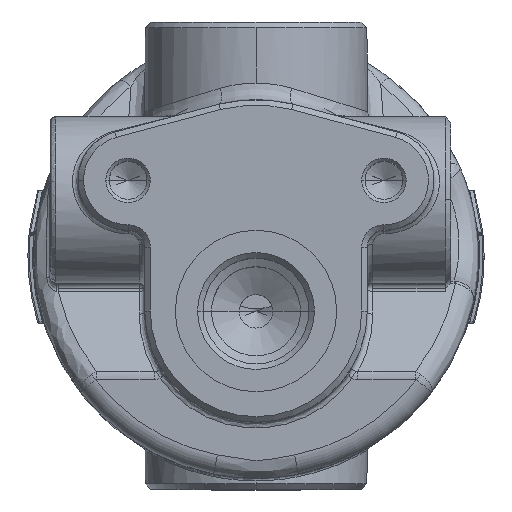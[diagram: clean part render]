
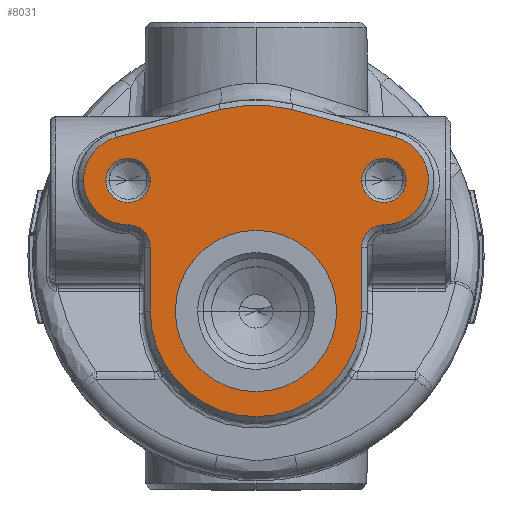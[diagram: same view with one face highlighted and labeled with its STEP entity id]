
A CAD part, top view. The second image highlights one B-rep face of the part: STEP entity #8031.
In plain terms, the highlighted planar face has unit normal (0, 0, 1).
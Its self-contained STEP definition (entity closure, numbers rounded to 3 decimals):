
#756=LINE('',#19272,#1121);
#762=LINE('',#19314,#1127);
#764=LINE('',#19319,#1129);
#770=LINE('',#19343,#1135);
#1121=VECTOR('',#10499,1000.);
#1127=VECTOR('',#10521,1000.);
#1129=VECTOR('',#10525,1000.);
#1135=VECTOR('',#10553,1000.);
#1568=B_SPLINE_CURVE_WITH_KNOTS('',3,(#19290,#19291,#19292,#19293,#19294,
#19295,#19296,#19297,#19298,#19299),.UNSPECIFIED.,.F.,.F.,(4,1,1,1,1,1,
1,4),(0.,0.25,0.375,0.5,0.625,0.75,0.875,1.),.UNSPECIFIED.);
#3121=ORIENTED_EDGE('',*,*,#5029,.T.);
#3122=ORIENTED_EDGE('',*,*,#5022,.T.);
#3123=ORIENTED_EDGE('',*,*,#5016,.T.);
#3124=ORIENTED_EDGE('',*,*,#5018,.T.);
#3125=ORIENTED_EDGE('',*,*,#5067,.T.);
#3126=ORIENTED_EDGE('',*,*,#5024,.T.);
#3127=ORIENTED_EDGE('',*,*,#5031,.T.);
#3128=ORIENTED_EDGE('',*,*,#5038,.T.);
#3129=ORIENTED_EDGE('',*,*,#5044,.T.);
#3130=ORIENTED_EDGE('',*,*,#5042,.T.);
#3131=ORIENTED_EDGE('',*,*,#5036,.T.);
#3132=ORIENTED_EDGE('',*,*,#4364,.F.);
#3133=ORIENTED_EDGE('',*,*,#5068,.F.);
#3134=ORIENTED_EDGE('',*,*,#5069,.T.);
#3135=ORIENTED_EDGE('',*,*,#4342,.T.);
#3136=ORIENTED_EDGE('',*,*,#5070,.T.);
#3137=ORIENTED_EDGE('',*,*,#4346,.T.);
#4342=EDGE_CURVE('',#5515,#5517,#6128,.T.);
#4346=EDGE_CURVE('',#5519,#5521,#6130,.T.);
#4364=EDGE_CURVE('',#5535,#5533,#6136,.T.);
#5016=EDGE_CURVE('',#5905,#5908,#756,.T.);
#5018=EDGE_CURVE('',#5908,#5909,#6348,.T.);
#5022=EDGE_CURVE('',#5911,#5905,#1568,.T.);
#5024=EDGE_CURVE('',#5915,#5914,#6350,.T.);
#5029=EDGE_CURVE('',#5917,#5911,#762,.T.);
#5031=EDGE_CURVE('',#5914,#5920,#764,.T.);
#5036=EDGE_CURVE('',#5921,#5917,#6354,.T.);
#5038=EDGE_CURVE('',#5920,#5925,#6355,.T.);
#5042=EDGE_CURVE('',#5926,#5921,#6358,.T.);
#5044=EDGE_CURVE('',#5925,#5926,#770,.T.);
#5067=EDGE_CURVE('',#5909,#5915,#6369,.T.);
#5068=EDGE_CURVE('',#5533,#5535,#6370,.T.);
#5069=EDGE_CURVE('',#5517,#5515,#6371,.T.);
#5070=EDGE_CURVE('',#5521,#5519,#6372,.T.);
#5515=VERTEX_POINT('',#13886);
#5517=VERTEX_POINT('',#13890);
#5519=VERTEX_POINT('',#13895);
#5521=VERTEX_POINT('',#13899);
#5533=VERTEX_POINT('',#13933);
#5535=VERTEX_POINT('',#13937);
#5905=VERTEX_POINT('',#19266);
#5908=VERTEX_POINT('',#19271);
#5909=VERTEX_POINT('',#19275);
#5911=VERTEX_POINT('',#19284);
#5914=VERTEX_POINT('',#19303);
#5915=VERTEX_POINT('',#19305);
#5917=VERTEX_POINT('',#19311);
#5920=VERTEX_POINT('',#19318);
#5921=VERTEX_POINT('',#19323);
#5925=VERTEX_POINT('',#19332);
#5926=VERTEX_POINT('',#19337);
#6128=CIRCLE('',#8394,4.);
#6130=CIRCLE('',#8397,4.);
#6136=CIRCLE('',#8409,14.5);
#6348=CIRCLE('',#8809,8.);
#6350=CIRCLE('',#8813,4.);
#6354=CIRCLE('',#8820,8.);
#6355=CIRCLE('',#8822,19.);
#6358=CIRCLE('',#8826,4.);
#6369=CIRCLE('',#8857,8.);
#6370=CIRCLE('',#8858,14.5);
#6371=CIRCLE('',#8859,4.);
#6372=CIRCLE('',#8860,4.);
#6819=EDGE_LOOP('',(#3121,#3122,#3123,#3124,#3125,#3126,#3127,#3128,#3129,
#3130,#3131));
#6820=EDGE_LOOP('',(#3132,#3133));
#6821=EDGE_LOOP('',(#3134,#3135));
#6822=EDGE_LOOP('',(#3136,#3137));
#7374=FACE_BOUND('',#6819,.T.);
#7375=FACE_BOUND('',#6820,.T.);
#7376=FACE_BOUND('',#6821,.T.);
#7377=FACE_BOUND('',#6822,.T.);
#7631=PLANE('',#8856);
#8031=ADVANCED_FACE('',(#7374,#7375,#7376,#7377),#7631,.T.);
#8394=AXIS2_PLACEMENT_3D('',#13891,#9478,#9479);
#8397=AXIS2_PLACEMENT_3D('',#13900,#9486,#9487);
#8409=AXIS2_PLACEMENT_3D('',#13938,#9522,#9523);
#8809=AXIS2_PLACEMENT_3D('',#19277,#10503,#10504);
#8813=AXIS2_PLACEMENT_3D('',#19304,#10512,#10513);
#8820=AXIS2_PLACEMENT_3D('',#19328,#10534,#10535);
#8822=AXIS2_PLACEMENT_3D('',#19333,#10539,#10540);
#8826=AXIS2_PLACEMENT_3D('',#19340,#10548,#10549);
#8856=AXIS2_PLACEMENT_3D('',#19390,#10622,#10623);
#8857=AXIS2_PLACEMENT_3D('',#19391,#10624,#10625);
#8858=AXIS2_PLACEMENT_3D('',#19392,#10626,#10627);
#8859=AXIS2_PLACEMENT_3D('',#19393,#10628,#10629);
#8860=AXIS2_PLACEMENT_3D('',#19394,#10630,#10631);
#9478=DIRECTION('',(0.,0.,-1.));
#9479=DIRECTION('',(1.,0.,0.));
#9486=DIRECTION('',(0.,0.,-1.));
#9487=DIRECTION('',(1.,0.,0.));
#9522=DIRECTION('',(0.,0.,1.));
#9523=DIRECTION('',(1.,0.,0.));
#10499=DIRECTION('',(-0.966,-0.259,0.));
#10503=DIRECTION('',(0.,0.,1.));
#10504=DIRECTION('',(1.,0.,0.));
#10512=DIRECTION('',(0.,0.,-1.));
#10513=DIRECTION('',(1.,0.,0.));
#10521=DIRECTION('',(-0.966,0.259,0.));
#10525=DIRECTION('',(0.,-1.,0.));
#10534=DIRECTION('',(0.,0.,1.));
#10535=DIRECTION('',(1.,0.,0.));
#10539=DIRECTION('',(0.,0.,1.));
#10540=DIRECTION('',(1.,0.,0.));
#10548=DIRECTION('',(0.,0.,-1.));
#10549=DIRECTION('',(1.,0.,0.));
#10553=DIRECTION('',(0.,1.,0.));
#10622=DIRECTION('',(0.,0.,1.));
#10623=DIRECTION('',(1.,0.,0.));
#10624=DIRECTION('',(0.,0.,1.));
#10625=DIRECTION('',(1.,0.,0.));
#10626=DIRECTION('',(0.,0.,1.));
#10627=DIRECTION('',(1.,0.,0.));
#10628=DIRECTION('',(0.,0.,-1.));
#10629=DIRECTION('',(1.,0.,0.));
#10630=DIRECTION('',(0.,0.,-1.));
#10631=DIRECTION('',(1.,0.,0.));
#13886=CARTESIAN_POINT('',(-27.,13.5,109.));
#13890=CARTESIAN_POINT('',(-19.,13.5,109.));
#13891=CARTESIAN_POINT('',(-23.,13.5,109.));
#13895=CARTESIAN_POINT('',(19.,13.5,109.));
#13899=CARTESIAN_POINT('',(27.,13.5,109.));
#13900=CARTESIAN_POINT('',(23.,13.5,109.));
#13933=CARTESIAN_POINT('',(-14.5,-10.,109.));
#13937=CARTESIAN_POINT('',(14.5,-10.,109.));
#13938=CARTESIAN_POINT('',(0.,-10.,109.));
#19266=CARTESIAN_POINT('',(-6.384,26.235,109.));
#19271=CARTESIAN_POINT('',(-25.071,21.227,109.));
#19272=CARTESIAN_POINT('',(-6.986,26.073,109.));
#19275=CARTESIAN_POINT('',(-31.,13.5,109.));
#19277=CARTESIAN_POINT('',(-23.,13.5,109.));
#19284=CARTESIAN_POINT('',(6.387,26.234,109.));
#19290=CARTESIAN_POINT('',(6.387,26.234,109.));
#19291=CARTESIAN_POINT('',(5.384,26.478,109.));
#19292=CARTESIAN_POINT('',(3.878,26.756,109.));
#19293=CARTESIAN_POINT('',(1.775,26.957,109.));
#19294=CARTESIAN_POINT('',(0.223,27.015,109.));
#19295=CARTESIAN_POINT('',(-1.425,26.979,109.));
#19296=CARTESIAN_POINT('',(-3.009,26.849,109.));
#19297=CARTESIAN_POINT('',(-4.727,26.602,109.));
#19298=CARTESIAN_POINT('',(-5.831,26.369,109.));
#19299=CARTESIAN_POINT('',(-6.384,26.235,109.));
#19303=CARTESIAN_POINT('',(-19.,1.5,109.));
#19304=CARTESIAN_POINT('',(-23.,1.5,109.));
#19305=CARTESIAN_POINT('',(-23.,5.5,109.));
#19311=CARTESIAN_POINT('',(25.071,21.227,109.));
#19314=CARTESIAN_POINT('',(6.986,26.073,109.));
#19318=CARTESIAN_POINT('',(-19.,-10.,109.));
#19319=CARTESIAN_POINT('',(-19.,0.,109.));
#19323=CARTESIAN_POINT('',(23.,5.5,109.));
#19328=CARTESIAN_POINT('',(23.,13.5,109.));
#19332=CARTESIAN_POINT('',(19.,-10.,109.));
#19333=CARTESIAN_POINT('',(0.,-10.,109.));
#19337=CARTESIAN_POINT('',(19.,1.5,109.));
#19340=CARTESIAN_POINT('',(23.,1.5,109.));
#19343=CARTESIAN_POINT('',(19.,0.,109.));
#19390=CARTESIAN_POINT('',(0.,0.,109.));
#19391=CARTESIAN_POINT('',(-23.,13.5,109.));
#19392=CARTESIAN_POINT('',(0.,-10.,109.));
#19393=CARTESIAN_POINT('',(-23.,13.5,109.));
#19394=CARTESIAN_POINT('',(23.,13.5,109.));
